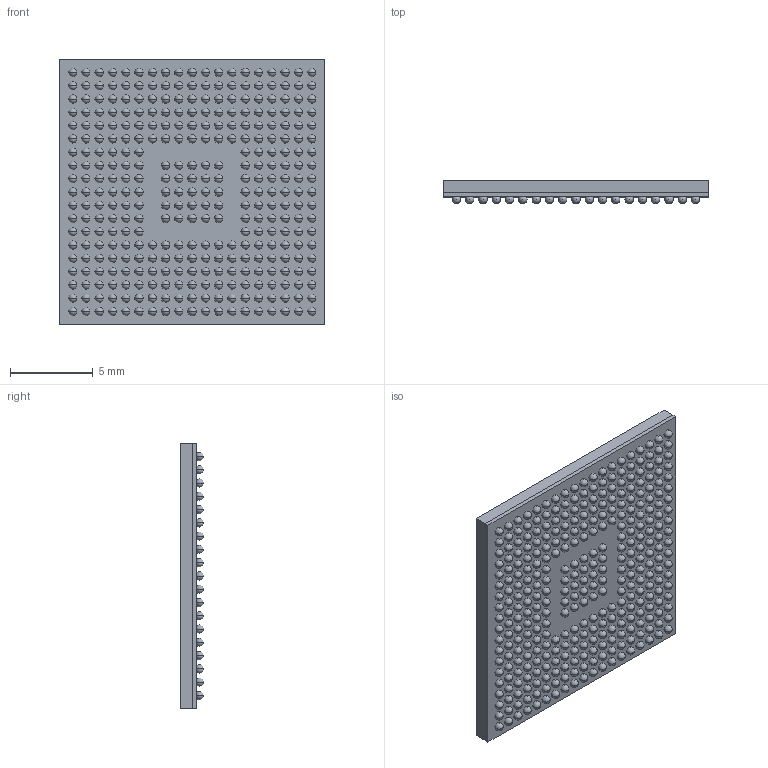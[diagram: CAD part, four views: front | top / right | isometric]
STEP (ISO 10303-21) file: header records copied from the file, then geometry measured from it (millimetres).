
FILE_DESCRIPTION (( 'STEP AP214' ), '1' );
FILE_NAME ('TMS5704357BZWTQQ1.STEP', '2019-04-03T21:15:58', ( '' ), ( '' ), 'SwSTEP 2.0', 'SolidWorks 2017', '' );
FILE_SCHEMA (( 'AUTOMOTIVE_DESIGN' ));
Length unit declared in the file: millimetre
Products named in the file (1): TMS5704357BZWTQQ1
Bounding box: 16 x 1.4 x 16 mm (x, y, z)
Volume: 278.1 mm3; surface area: 1352.7 mm2
Topology: 339 solids, 339 shells, 686 faces, 2383 edges, 1701 vertices
Faces by surface type: sphere 674, plane 12
Entity records: 24278 total; most frequent: DIRECTION 2746, CARTESIAN_POINT 2075, ORIENTED_EDGE 1396, AXIS2_PLACEMENT_3D 1361, UNCERTAINTY_MEASURE_WITH_UNIT 1015, STYLED_ITEM 1014, FILL_AREA_STYLE 1014, SURFACE_STYLE_USAGE 1014
